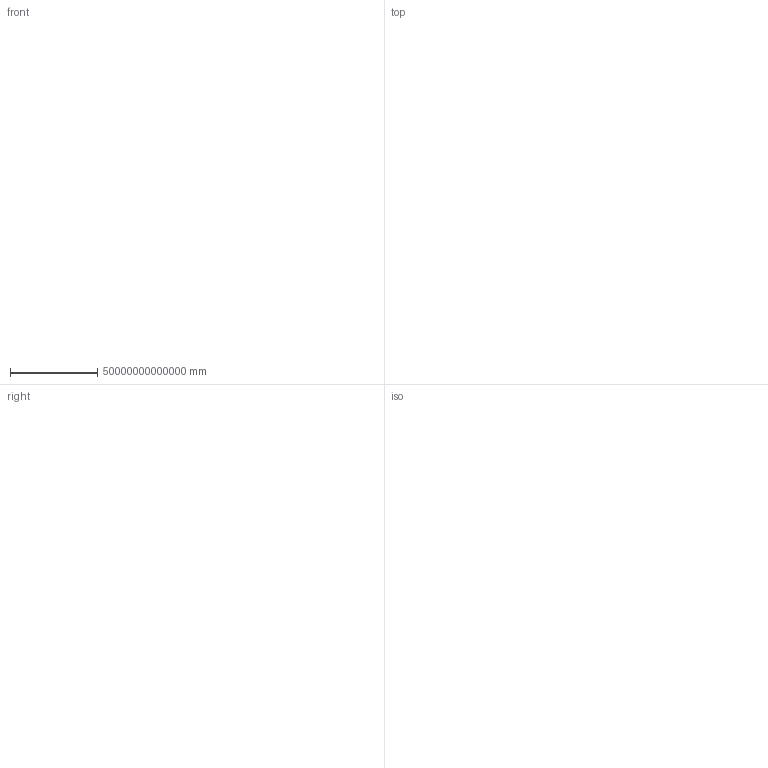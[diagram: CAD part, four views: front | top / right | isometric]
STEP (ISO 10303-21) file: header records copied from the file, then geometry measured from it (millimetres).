
FILE_DESCRIPTION((''),'2;1');
FILE_NAME('LP15-6-5.stp','2003-11-08T18:16:03',('Raul'),(''),'Autodesk Inventor (tm) 5.3','Autodesk Inventor (tm) 5.3','');
FILE_SCHEMA(('CONFIG_CONTROL_DESIGN'));
Length unit declared in the file: inch
Products named in the file (5): LP15-6-5; LP15-6-5 TOP-PLATE; LP15-6-5 SLIDE; LP15-6-5 RAIL-1; LP15-6-5 RAIL-2
Assembly tree (4 placements, depth 2):
  LP15-6-5
    LP15-6-5 TOP-PLATE
    LP15-6-5 SLIDE
    LP15-6-5 RAIL-1
    LP15-6-5 RAIL-2
Bounding box: 37.45 x 152.4 x 190620716825956.5 mm (x, y, z)
Volume: 80844 mm3; surface area: 35183.3 mm2
Topology: 4 solids, 4 shells, 116 faces, 306 edges, 204 vertices
Faces by surface type: plane 60, bspline 56
Entity records: 4977 total; most frequent: CARTESIAN_POINT 1503, ORIENTED_EDGE 612, DIRECTION 544, EDGE_CURVE 306, VECTOR 206, LINE 206, VERTEX_POINT 204, AXIS2_PLACEMENT_3D 169
